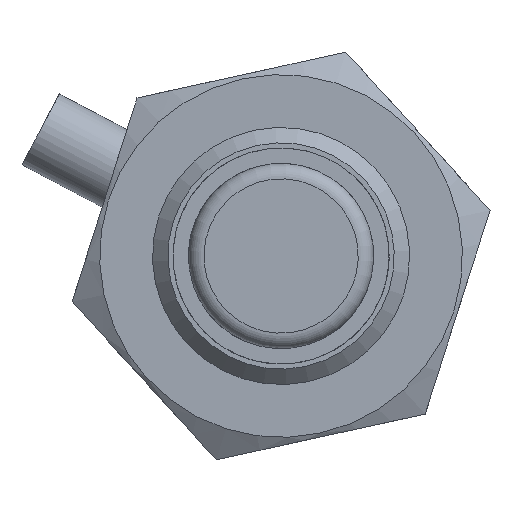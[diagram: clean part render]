
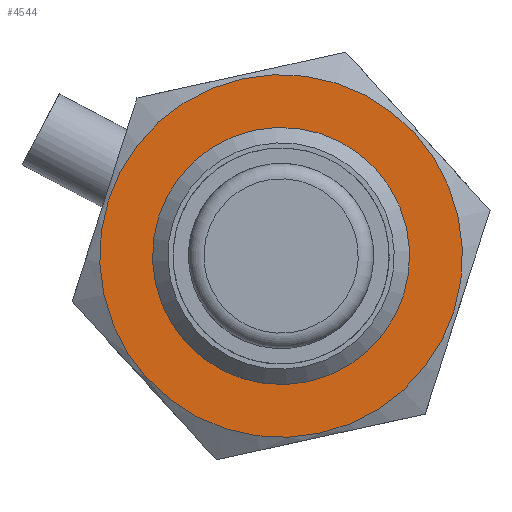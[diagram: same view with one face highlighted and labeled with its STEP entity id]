
A CAD part, left-side view. The second image highlights one B-rep face of the part: STEP entity #4544.
In plain terms, the highlighted planar face has unit normal (-1, 0, 0).
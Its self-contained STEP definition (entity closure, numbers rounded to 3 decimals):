
#610=PLANE('',#4768);
#784=ORIENTED_EDGE('',*,*,#1653,.F.);
#785=ORIENTED_EDGE('',*,*,#1652,.T.);
#1652=EDGE_CURVE('',#2089,#2089,#2368,.T.);
#1653=EDGE_CURVE('',#2090,#2090,#2369,.T.);
#2089=VERTEX_POINT('',#6236);
#2090=VERTEX_POINT('',#6239);
#2368=CIRCLE('',#4767,11.753);
#2369=CIRCLE('',#4769,7.403);
#2536=EDGE_LOOP('',(#784));
#2537=EDGE_LOOP('',(#785));
#2802=FACE_BOUND('',#2536,.T.);
#2803=FACE_BOUND('',#2537,.T.);
#4544=ADVANCED_FACE('',(#2802,#2803),#610,.T.);
#4767=AXIS2_PLACEMENT_3D('',#6235,#5158,#5159);
#4768=AXIS2_PLACEMENT_3D('',#6237,#5160,#5161);
#4769=AXIS2_PLACEMENT_3D('',#6238,#5162,#5163);
#5158=DIRECTION('',(-1.,0.,0.));
#5159=DIRECTION('',(0.,0.303,-0.953));
#5160=DIRECTION('',(-1.,0.,0.));
#5161=DIRECTION('',(0.,0.303,-0.953));
#5162=DIRECTION('',(-1.,0.,0.));
#5163=DIRECTION('',(0.,0.303,-0.953));
#6235=CARTESIAN_POINT('',(12.8,0.,0.));
#6236=CARTESIAN_POINT('',(12.8,3.563,-11.2));
#6237=CARTESIAN_POINT('',(12.8,3.563,-11.2));
#6238=CARTESIAN_POINT('',(12.8,0.,0.));
#6239=CARTESIAN_POINT('',(12.8,2.244,-7.055));
